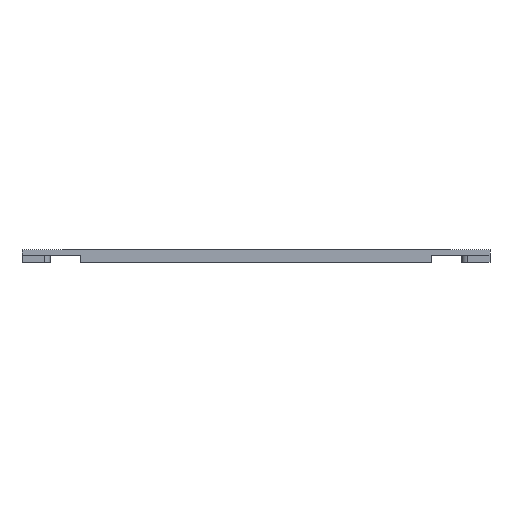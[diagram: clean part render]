
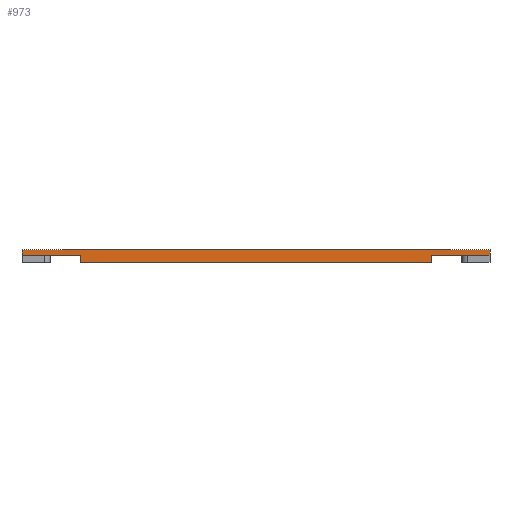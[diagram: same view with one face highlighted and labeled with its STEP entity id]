
A CAD part, front view. The second image highlights one B-rep face of the part: STEP entity #973.
In plain terms, the highlighted planar face has unit normal (0, -1, 0).
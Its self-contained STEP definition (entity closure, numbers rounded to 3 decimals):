
#95 = EDGE_CURVE('',#96,#98,#100,.T.);
#96 = VERTEX_POINT('',#97);
#97 = CARTESIAN_POINT('',(0.,0.,1.));
#98 = VERTEX_POINT('',#99);
#99 = CARTESIAN_POINT('',(80.,0.,1.));
#100 = LINE('',#101,#102);
#101 = CARTESIAN_POINT('',(0.,0.,1.));
#102 = VECTOR('',#103,1.);
#103 = DIRECTION('',(1.,0.,0.));
#973 = ADVANCED_FACE('',(#974),#1031,.T.);
#974 = FACE_BOUND('',#975,.T.);
#975 = EDGE_LOOP('',(#976,#984,#992,#1000,#1008,#1016,#1024,#1030));
#976 = ORIENTED_EDGE('',*,*,#977,.F.);
#977 = EDGE_CURVE('',#978,#96,#980,.T.);
#978 = VERTEX_POINT('',#979);
#979 = CARTESIAN_POINT('',(0.,0.,0.));
#980 = LINE('',#981,#982);
#981 = CARTESIAN_POINT('',(0.,0.,0.));
#982 = VECTOR('',#983,1.);
#983 = DIRECTION('',(0.,0.,1.));
#984 = ORIENTED_EDGE('',*,*,#985,.T.);
#985 = EDGE_CURVE('',#978,#986,#988,.T.);
#986 = VERTEX_POINT('',#987);
#987 = CARTESIAN_POINT('',(10.,0.,0.));
#988 = LINE('',#989,#990);
#989 = CARTESIAN_POINT('',(0.,0.,0.));
#990 = VECTOR('',#991,1.);
#991 = DIRECTION('',(1.,0.,0.));
#992 = ORIENTED_EDGE('',*,*,#993,.T.);
#993 = EDGE_CURVE('',#986,#994,#996,.T.);
#994 = VERTEX_POINT('',#995);
#995 = CARTESIAN_POINT('',(10.,0.,-1.2));
#996 = LINE('',#997,#998);
#997 = CARTESIAN_POINT('',(10.,0.,0.));
#998 = VECTOR('',#999,1.);
#999 = DIRECTION('',(0.,0.,-1.));
#1000 = ORIENTED_EDGE('',*,*,#1001,.T.);
#1001 = EDGE_CURVE('',#994,#1002,#1004,.T.);
#1002 = VERTEX_POINT('',#1003);
#1003 = CARTESIAN_POINT('',(70.,0.,-1.2));
#1004 = LINE('',#1005,#1006);
#1005 = CARTESIAN_POINT('',(10.,0.,-1.2));
#1006 = VECTOR('',#1007,1.);
#1007 = DIRECTION('',(1.,0.,0.));
#1008 = ORIENTED_EDGE('',*,*,#1009,.F.);
#1009 = EDGE_CURVE('',#1010,#1002,#1012,.T.);
#1010 = VERTEX_POINT('',#1011);
#1011 = CARTESIAN_POINT('',(70.,0.,0.));
#1012 = LINE('',#1013,#1014);
#1013 = CARTESIAN_POINT('',(70.,0.,0.));
#1014 = VECTOR('',#1015,1.);
#1015 = DIRECTION('',(0.,0.,-1.));
#1016 = ORIENTED_EDGE('',*,*,#1017,.T.);
#1017 = EDGE_CURVE('',#1010,#1018,#1020,.T.);
#1018 = VERTEX_POINT('',#1019);
#1019 = CARTESIAN_POINT('',(80.,0.,0.));
#1020 = LINE('',#1021,#1022);
#1021 = CARTESIAN_POINT('',(0.,0.,0.));
#1022 = VECTOR('',#1023,1.);
#1023 = DIRECTION('',(1.,0.,0.));
#1024 = ORIENTED_EDGE('',*,*,#1025,.T.);
#1025 = EDGE_CURVE('',#1018,#98,#1026,.T.);
#1026 = LINE('',#1027,#1028);
#1027 = CARTESIAN_POINT('',(80.,0.,0.));
#1028 = VECTOR('',#1029,1.);
#1029 = DIRECTION('',(0.,0.,1.));
#1030 = ORIENTED_EDGE('',*,*,#95,.F.);
#1031 = PLANE('',#1032);
#1032 = AXIS2_PLACEMENT_3D('',#1033,#1034,#1035);
#1033 = CARTESIAN_POINT('',(40.,0.,0.046));
#1034 = DIRECTION('',(-0.,-1.,-0.));
#1035 = DIRECTION('',(0.,0.,-1.));
